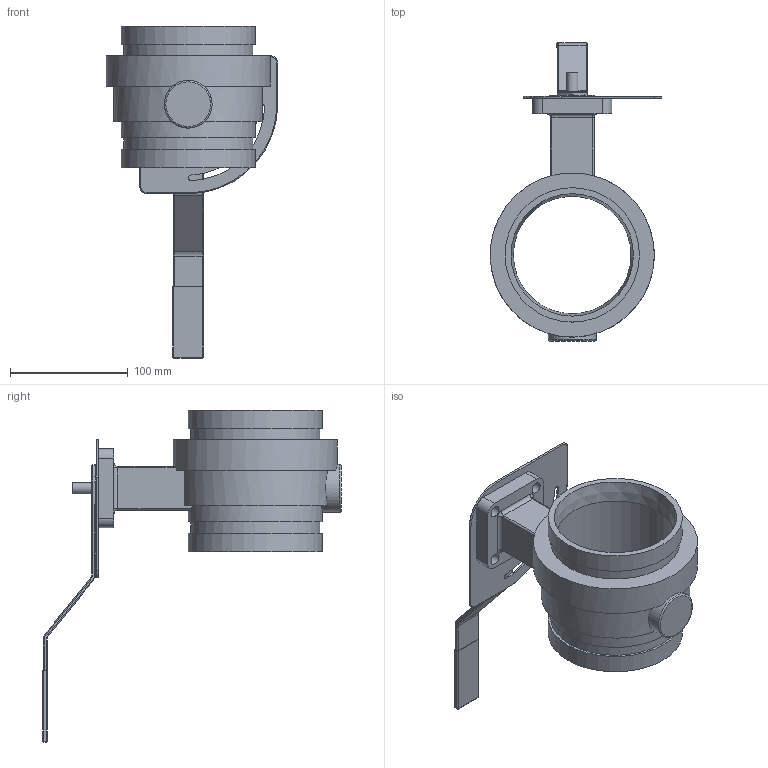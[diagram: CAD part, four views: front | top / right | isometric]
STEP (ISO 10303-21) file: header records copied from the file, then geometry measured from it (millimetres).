
FILE_DESCRIPTION (( 'STEP AP214' ), '1' );
FILE_NAME ('V100-AK-114-x Typ E461 DN100 400 Ø114.3 1901.STEP', '2019-01-02T15:06:54', ( '' ), ( '' ), 'SwSTEP 2.0', 'SolidWorks 2016', '' );
FILE_SCHEMA (( 'AUTOMOTIVE_DESIGN' ));
Length unit declared in the file: millimetre
Products named in the file (1): V100-AK-114-x Typ E461 DN100 400 Ø114.3 1901
Bounding box: 146 x 253.86 x 282.45 mm (x, y, z)
Volume: 645315.7 mm3; surface area: 154517.2 mm2
Topology: 1 solids, 2 shells, 307 faces, 762 edges, 491 vertices
Faces by surface type: plane 152, cylinder 75, bspline 53, torus 19, sphere 6, cone 2
Full cylindrical faces by diameter (mm): 8.331 x4, 9.652 x6, 38.1 x1, 40.64 x1, 54.102 x1, 100.076 x1, 110.084 x2, 114.3 x3, 139.7 x1
Entity records: 15601 total; most frequent: CARTESIAN_POINT 5241, ORIENTED_EDGE 1462, DIRECTION 1296, EDGE_CURVE 731, VERTEX_POINT 485, VECTOR 440, LINE 440, AXIS2_PLACEMENT_3D 428
